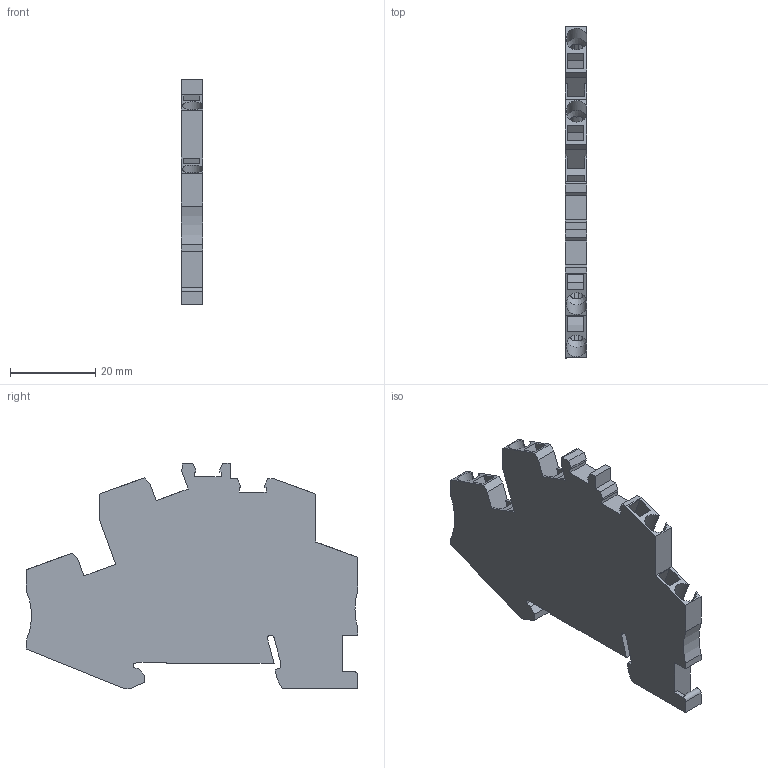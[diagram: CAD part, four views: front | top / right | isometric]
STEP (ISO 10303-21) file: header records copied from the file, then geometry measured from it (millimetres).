
FILE_DESCRIPTION(('Creo Elements/Direct Modeling STEP Export'),'2;1');
FILE_NAME('model.stp','2018-03-31T13:30:50',(''),(''),'Creo Elements/Direct Modeling STEP processor for AP214 (Solid Model)','Creo Elements/Direct Modeling 18.1I 14-Aug-2016 (C) Parametric Technology GmbH','');
FILE_SCHEMA(('AUTOMOTIVE_DESIGN { 1 0 10303 214 1 1 1 1 }'));
Length unit declared in the file: millimetre
Products named in the file (2): STTBS2.5-DIO-O-U-BK-Select
Assembly tree (1 placements, depth 2):
  STTBS2.5-DIO-O-U-BK-Select
    STTBS2.5-DIO-O-U-BK-Select
Bounding box: 5.15 x 78 x 53.02 mm (x, y, z)
Volume: 13019.7 mm3; surface area: 9168.1 mm2
Topology: 1 solids, 1 shells, 199 faces, 555 edges, 362 vertices
Faces by surface type: plane 156, cylinder 31, cone 12
Entity records: 10008 total; most frequent: CARTESIAN_POINT 3313, ORIENTED_EDGE 1110, DIRECTION 942, EDGE_CURVE 555, VECTOR 440, LINE 440, VERTEX_POINT 362, AXIS2_PLACEMENT_3D 251
